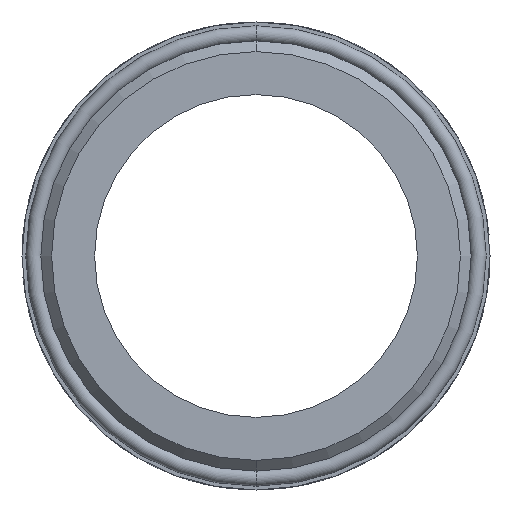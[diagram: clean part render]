
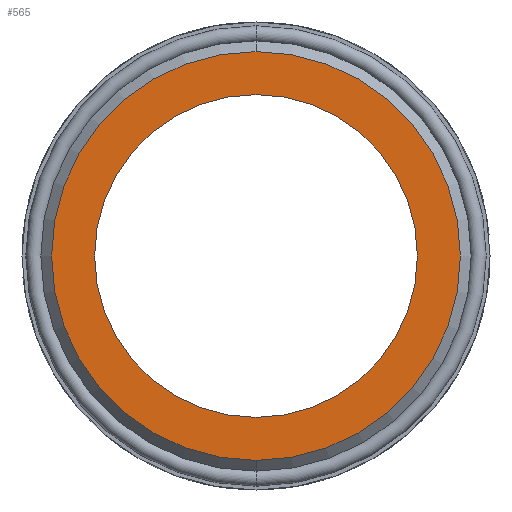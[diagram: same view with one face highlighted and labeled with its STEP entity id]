
A CAD part, front view. The second image highlights one B-rep face of the part: STEP entity #565.
In plain terms, the highlighted planar face has unit normal (0, -1, 0).
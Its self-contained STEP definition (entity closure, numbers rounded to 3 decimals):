
#106 = CIRCLE ( 'NONE', #1682, 19. ) ;
#107 = CIRCLE ( 'NONE', #1689, 15. ) ;
#433 = CIRCLE ( 'NONE', #1390, 19. ) ;
#441 = CIRCLE ( 'NONE', #1375, 15. ) ;
#539 = EDGE_CURVE ( 'NONE', #856, #852, #433, .T. ) ;
#555 = EDGE_CURVE ( 'NONE', #859, #860, #441, .T. ) ;
#565 = ADVANCED_FACE ( 'NONE', ( #1356, #1353 ), #1308, .F. ) ;
#776 = ORIENTED_EDGE ( 'NONE', *, *, #555, .T. ) ;
#778 = ORIENTED_EDGE ( 'NONE', *, *, #539, .T. ) ;
#780 = ORIENTED_EDGE ( 'NONE', *, *, #1671, .T. ) ;
#784 = ORIENTED_EDGE ( 'NONE', *, *, #1673, .T. ) ;
#852 = VERTEX_POINT ( 'NONE', #1825 ) ;
#856 = VERTEX_POINT ( 'NONE', #1829 ) ;
#859 = VERTEX_POINT ( 'NONE', #1832 ) ;
#860 = VERTEX_POINT ( 'NONE', #1833 ) ;
#1305 = DIRECTION ( 'NONE',  ( 0., 0., 1. ) ) ;
#1306 = DIRECTION ( 'NONE',  ( 0., 1., 0. ) ) ;
#1307 = CARTESIAN_POINT ( 'NONE',  ( 20., -21.852, 0. ) ) ;
#1308 = PLANE ( 'NONE',  #1351 ) ;
#1336 = DIRECTION ( 'NONE',  ( 0., 0., 1. ) ) ;
#1337 = DIRECTION ( 'NONE',  ( 0., 1., 0. ) ) ;
#1344 = CARTESIAN_POINT ( 'NONE',  ( 0., -21.852, 0. ) ) ;
#1351 = AXIS2_PLACEMENT_3D ( 'NONE', #1307, #1306, #1305 ) ;
#1353 = FACE_BOUND ( 'NONE', #2183, .T. ) ;
#1356 = FACE_OUTER_BOUND ( 'NONE', #2185, .T. ) ;
#1375 = AXIS2_PLACEMENT_3D ( 'NONE', #1344, #1337, #1336 ) ;
#1390 = AXIS2_PLACEMENT_3D ( 'NONE', #1447, #1446, #1445 ) ;
#1445 = DIRECTION ( 'NONE',  ( 0., 0., 1. ) ) ;
#1446 = DIRECTION ( 'NONE',  ( 0., -1., 0. ) ) ;
#1447 = CARTESIAN_POINT ( 'NONE',  ( 0., -21.852, 0. ) ) ;
#1671 = EDGE_CURVE ( 'NONE', #852, #856, #106, .T. ) ;
#1673 = EDGE_CURVE ( 'NONE', #860, #859, #107, .T. ) ;
#1682 = AXIS2_PLACEMENT_3D ( 'NONE', #2017, #2021, #2022 ) ;
#1689 = AXIS2_PLACEMENT_3D ( 'NONE', #2023, #2024, #2025 ) ;
#1825 = CARTESIAN_POINT ( 'NONE',  ( 0., -21.852, 19. ) ) ;
#1829 = CARTESIAN_POINT ( 'NONE',  ( 0., -21.852, -19. ) ) ;
#1832 = CARTESIAN_POINT ( 'NONE',  ( 0., -21.852, -15. ) ) ;
#1833 = CARTESIAN_POINT ( 'NONE',  ( 0., -21.852, 15. ) ) ;
#2017 = CARTESIAN_POINT ( 'NONE',  ( 0., -21.852, 0. ) ) ;
#2021 = DIRECTION ( 'NONE',  ( 0., -1., 0. ) ) ;
#2022 = DIRECTION ( 'NONE',  ( 0., 0., 1. ) ) ;
#2023 = CARTESIAN_POINT ( 'NONE',  ( 0., -21.852, 0. ) ) ;
#2024 = DIRECTION ( 'NONE',  ( 0., 1., 0. ) ) ;
#2025 = DIRECTION ( 'NONE',  ( 0., 0., 1. ) ) ;
#2183 = EDGE_LOOP ( 'NONE', ( #784, #776 ) ) ;
#2185 = EDGE_LOOP ( 'NONE', ( #780, #778 ) ) ;
